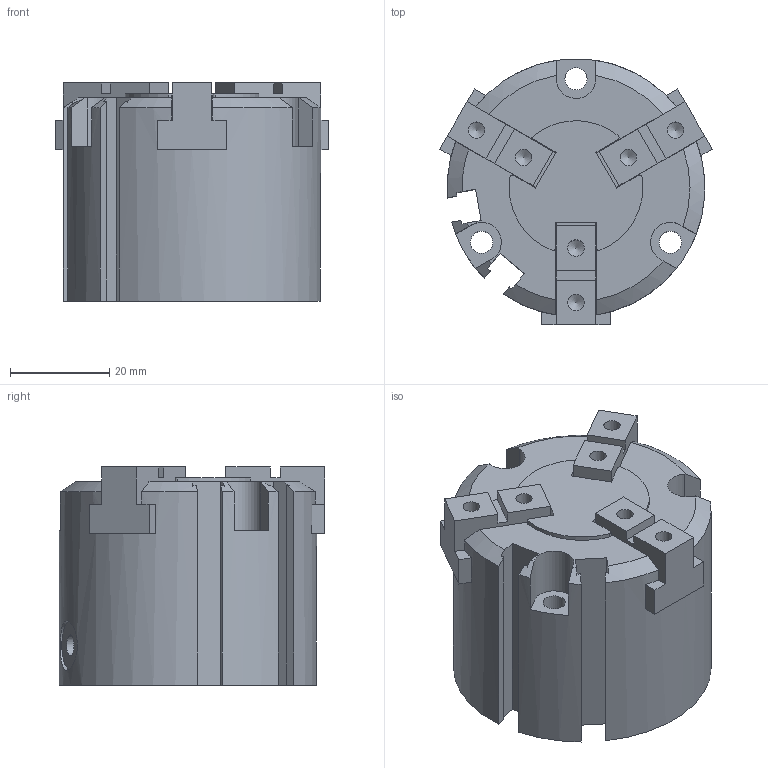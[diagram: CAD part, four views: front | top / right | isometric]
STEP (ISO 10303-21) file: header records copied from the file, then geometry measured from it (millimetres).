
FILE_DESCRIPTION(/* description */ (' '),/* implementation_level */ '2;1');
FILE_NAME(/* name */ 'YMP50-32.stp',/* time_stamp */ '2016-09-01T14:03:07+02:00',/* author */ ('Boceda'),/* organization */ (''),/* preprocessor_version */ 'ST-DEVELOPER v16.5',/* originating_system */ 'Autodesk Inventor 2017',/* authorisation */ '');
FILE_SCHEMA (('AUTOMOTIVE_DESIGN { 1 0 10303 214 3 1 1 }'));
Length unit declared in the file: millimetre
Products named in the file (1): YMP50-32
Bounding box: 54.96 x 53.66 x 44 mm (x, y, z)
Volume: 80058.4 mm3; surface area: 16881.6 mm2
Topology: 1 solids, 1 shells, 147 faces, 412 edges, 272 vertices
Faces by surface type: plane 95, cylinder 33, cone 19
Full cylindrical faces by diameter (mm): 3 x1, 3.3 x9, 4.2 x2, 4.5 x3, 10 x2, 34 x1
Entity records: 4545 total; most frequent: CARTESIAN_POINT 865, DIRECTION 753, ORIENTED_EDGE 738, EDGE_CURVE 369, VERTEX_POINT 258, LINE 253, VECTOR 253, AXIS2_PLACEMENT_3D 250
